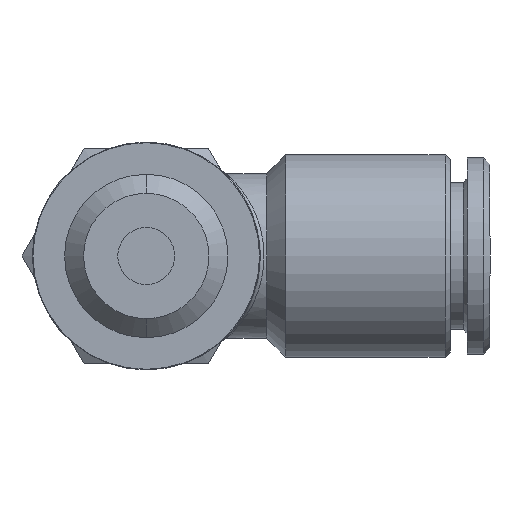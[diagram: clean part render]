
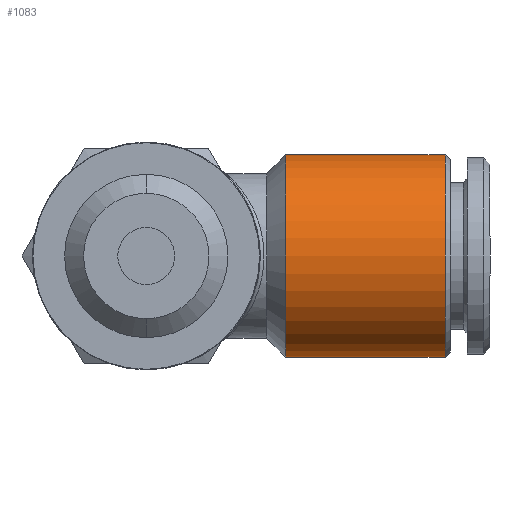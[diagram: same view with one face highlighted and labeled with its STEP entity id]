
A CAD part, front view. The second image highlights one B-rep face of the part: STEP entity #1083.
In plain terms, the highlighted cylindrical face has radius 8 mm (diameter 16 mm), a partial arc.
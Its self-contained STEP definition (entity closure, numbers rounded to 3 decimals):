
#26 = DIRECTION ( 'NONE',  ( -1., 0., 0. ) ) ;
#27 = CARTESIAN_POINT ( 'NONE',  ( 11., 17.2, 0. ) ) ;
#28 = AXIS2_PLACEMENT_3D ( 'NONE', #27, #26, #87 ) ;
#29 = CIRCLE ( 'NONE', #28, 8. ) ;
#87 = DIRECTION ( 'NONE',  ( 0., 0., 1. ) ) ;
#753 = VERTEX_POINT ( 'NONE', #1628 ) ;
#755 = EDGE_CURVE ( 'NONE', #840, #786, #1699, .T. ) ;
#758 = EDGE_CURVE ( 'NONE', #753, #759, #1660, .T. ) ;
#759 = VERTEX_POINT ( 'NONE', #1742 ) ;
#786 = VERTEX_POINT ( 'NONE', #1626 ) ;
#840 = VERTEX_POINT ( 'NONE', #2298 ) ;
#1071 = ORIENTED_EDGE ( 'NONE', *, *, #758, .F. ) ;
#1083 = ADVANCED_FACE ( 'NONE', ( #3457 ), #3445, .T. ) ;
#1089 = ORIENTED_EDGE ( 'NONE', *, *, #2644, .F. ) ;
#1141 = ORIENTED_EDGE ( 'NONE', *, *, #755, .T. ) ;
#1165 = ORIENTED_EDGE ( 'NONE', *, *, #1171, .T. ) ;
#1171 = EDGE_CURVE ( 'NONE', #753, #840, #3615, .T. ) ;
#1173 = EDGE_LOOP ( 'NONE', ( #1071, #1165, #1141, #1089 ) ) ;
#1626 = CARTESIAN_POINT ( 'NONE',  ( 11., 17.2, 8. ) ) ;
#1628 = CARTESIAN_POINT ( 'NONE',  ( 23.6, 17.2, -8. ) ) ;
#1659 = CARTESIAN_POINT ( 'NONE',  ( -5.577, 17.2, -8. ) ) ;
#1660 = LINE ( 'NONE', #1659, #1744 ) ;
#1661 = DIRECTION ( 'NONE',  ( -1., 0., 0. ) ) ;
#1697 = VECTOR ( 'NONE', #1661, 1000. ) ;
#1698 = CARTESIAN_POINT ( 'NONE',  ( -5.577, 17.2, 8. ) ) ;
#1699 = LINE ( 'NONE', #1698, #1697 ) ;
#1742 = CARTESIAN_POINT ( 'NONE',  ( 11., 17.2, -8. ) ) ;
#1743 = DIRECTION ( 'NONE',  ( -1., 0., 0. ) ) ;
#1744 = VECTOR ( 'NONE', #1743, 1000. ) ;
#2298 = CARTESIAN_POINT ( 'NONE',  ( 23.6, 17.2, 8. ) ) ;
#2644 = EDGE_CURVE ( 'NONE', #759, #786, #29, .T. ) ;
#3444 = CARTESIAN_POINT ( 'NONE',  ( -5.577, 17.2, 0. ) ) ;
#3445 = CYLINDRICAL_SURFACE ( 'NONE', #3555, 8. ) ;
#3456 = DIRECTION ( 'NONE',  ( -1., 0., 0. ) ) ;
#3457 = FACE_OUTER_BOUND ( 'NONE', #1173, .T. ) ;
#3554 = DIRECTION ( 'NONE',  ( 0., 0., 1. ) ) ;
#3555 = AXIS2_PLACEMENT_3D ( 'NONE', #3444, #3456, #3554 ) ;
#3615 = CIRCLE ( 'NONE', #3645, 8. ) ;
#3643 = DIRECTION ( 'NONE',  ( 0., 0., 1. ) ) ;
#3644 = DIRECTION ( 'NONE',  ( -1., 0., 0. ) ) ;
#3645 = AXIS2_PLACEMENT_3D ( 'NONE', #3668, #3644, #3643 ) ;
#3668 = CARTESIAN_POINT ( 'NONE',  ( 23.6, 17.2, 0. ) ) ;
